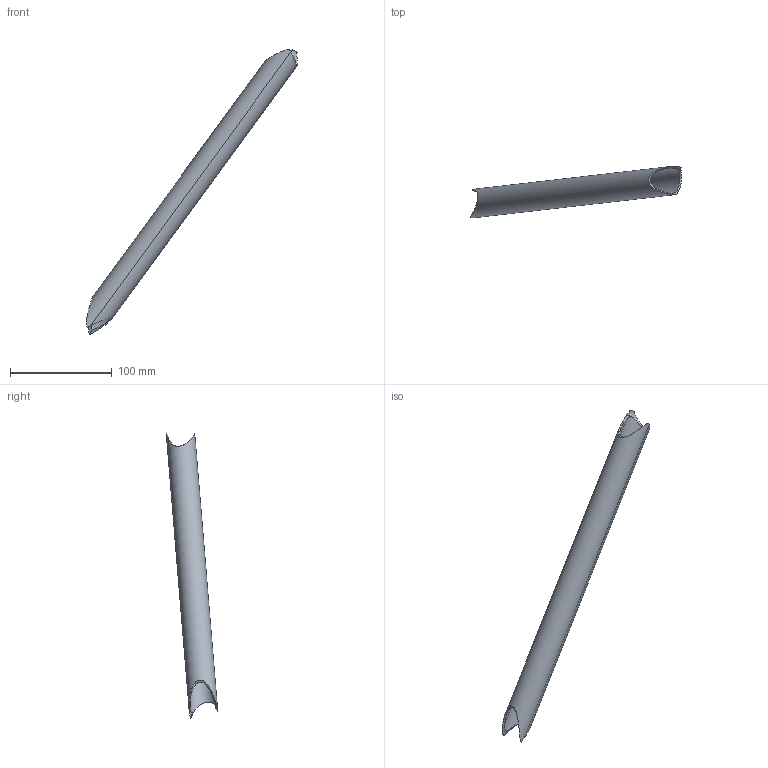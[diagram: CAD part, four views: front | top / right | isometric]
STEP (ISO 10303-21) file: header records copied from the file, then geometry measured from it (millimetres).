
FILE_DESCRIPTION(('CATIA V5 STEP Exchange'),'2;1');
FILE_NAME('38.stp','2021-12-07T14:19:10+00:00',('none'),('none'),'CATIA Version 5 Release 19 SP 2 (IN-10)','CATIA V5 STEP AP203','none');
FILE_SCHEMA(('CONFIG_CONTROL_DESIGN'));
Length unit declared in the file: millimetre
Products named in the file (1): Shape_441
Bounding box: 207.92 x 50.71 x 280.82 mm (x, y, z)
Volume: 39251.8 mm3; surface area: 52868.9 mm2
Topology: 1 solids, 1 shells, 11 faces, 33 edges, 22 vertices
Faces by surface type: cylinder 10, plane 1
Entity records: 735 total; most frequent: CARTESIAN_POINT 441, ORIENTED_EDGE 66, EDGE_CURVE 33, DIRECTION 29, B_SPLINE_CURVE_WITH_KNOTS 26, VERTEX_POINT 22, AXIS2_PLACEMENT_3D 13, ADVANCED_FACE 11
